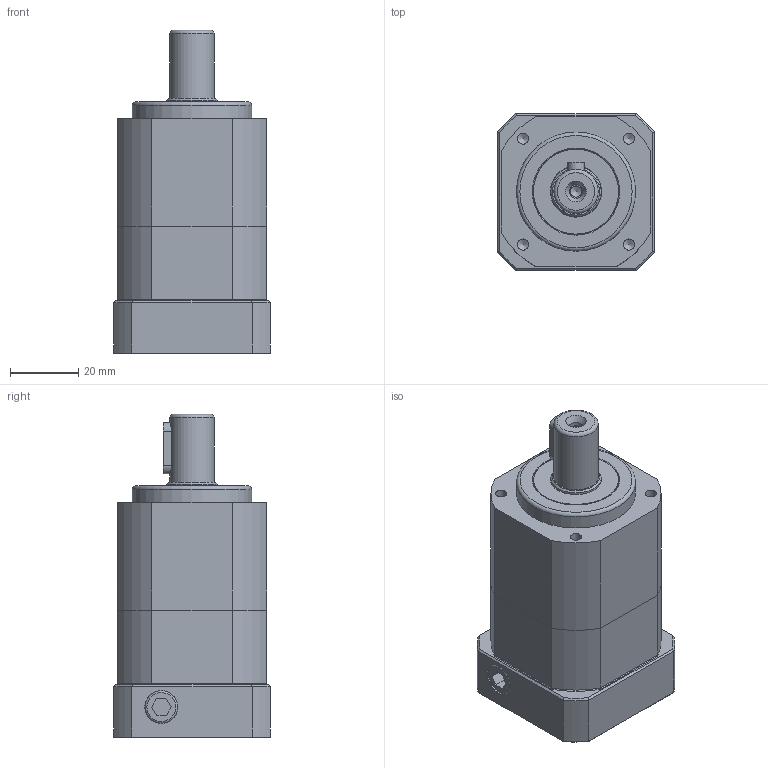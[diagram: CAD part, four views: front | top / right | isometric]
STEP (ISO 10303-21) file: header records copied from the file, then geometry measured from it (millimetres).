
FILE_DESCRIPTION((''),'2;1');
FILE_NAME('KSE-44-1.stp','2012-02-15T10:37:32',('young'),(''),'Autodesk Inventor 2012','Autodesk Inventor 2012','');
FILE_SCHEMA(('AUTOMOTIVE_DESIGN { 1 0 10303 214 1 1 1 1 }'));
Length unit declared in the file: millimetre
Products named in the file (1): KSE-44-1
Bounding box: 46 x 46 x 95 mm (x, y, z)
Volume: 112019.5 mm3; surface area: 41064.1 mm2
Topology: 16 solids, 16 shells, 430 faces, 1006 edges, 638 vertices
Faces by surface type: plane 235, cylinder 105, cone 72, torus 9, bspline 9
Full cylindrical faces by diameter (mm): 2.5 x5, 3 x1, 3.3 x13, 3.5 x1, 4 x5, 4.2 x4, 4.5 x4, 5.5 x1, 6 x5, 7 x4, 7.5 x4, 8.2 x1, 9.5 x2, 13 x1, 14.2 x1, 14.8 x2, 15 x3, 25 x4, 27 x1, 28 x1, 30 x1, 32 x2, 35 x1
Entity records: 12246 total; most frequent: CARTESIAN_POINT 2894, DIRECTION 1950, ORIENTED_EDGE 1704, EDGE_CURVE 852, AXIS2_PLACEMENT_3D 748, EDGE_LOOP 612, VERTEX_POINT 604, VECTOR 454
